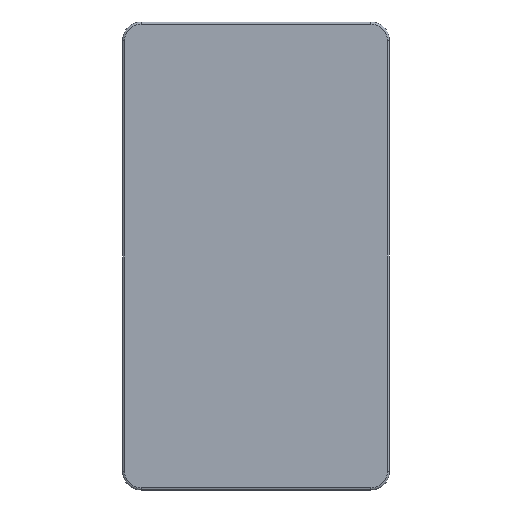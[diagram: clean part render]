
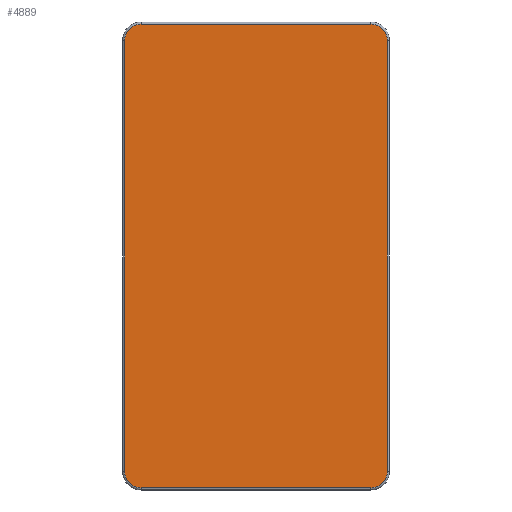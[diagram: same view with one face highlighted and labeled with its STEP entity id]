
A CAD part, front view. The second image highlights one B-rep face of the part: STEP entity #4889.
In plain terms, the highlighted planar face has unit normal (0, -1, 0).
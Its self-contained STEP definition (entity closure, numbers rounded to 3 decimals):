
#154 = EDGE_CURVE ( 'NONE', #9131, #5051, #7669, .T. ) ;
#670 = CARTESIAN_POINT ( 'NONE',  ( -26.325, 0., 53.1 ) ) ;
#721 = ORIENTED_EDGE ( 'NONE', *, *, #7088, .T. ) ;
#745 = AXIS2_PLACEMENT_3D ( 'NONE', #5083, #9209, #2793 ) ;
#760 = DIRECTION ( 'NONE',  ( 0., 0., 1. ) ) ;
#903 = VECTOR ( 'NONE', #3500, 1000. ) ;
#1073 = AXIS2_PLACEMENT_3D ( 'NONE', #10013, #1707, #11113 ) ;
#1088 = VECTOR ( 'NONE', #2406, 1000. ) ;
#1117 = DIRECTION ( 'NONE',  ( 0., -1., 0. ) ) ;
#1204 = VERTEX_POINT ( 'NONE', #10724 ) ;
#1373 = VERTEX_POINT ( 'NONE', #5172 ) ;
#1707 = DIRECTION ( 'NONE',  ( 0., -1., 0. ) ) ;
#1713 = ORIENTED_EDGE ( 'NONE', *, *, #10840, .T. ) ;
#1790 = CARTESIAN_POINT ( 'NONE',  ( -26.325, 0., -49.35 ) ) ;
#2073 = ORIENTED_EDGE ( 'NONE', *, *, #5123, .T. ) ;
#2106 = EDGE_CURVE ( 'NONE', #12978, #1373, #5258, .T. ) ;
#2359 = EDGE_LOOP ( 'NONE', ( #5941, #721, #1713, #11252, #2073, #13289, #13655, #2829 ) ) ;
#2406 = DIRECTION ( 'NONE',  ( -1., 0., 0. ) ) ;
#2560 = VERTEX_POINT ( 'NONE', #13491 ) ;
#2793 = DIRECTION ( 'NONE',  ( 0., 0., -1. ) ) ;
#2829 = ORIENTED_EDGE ( 'NONE', *, *, #2106, .T. ) ;
#3214 = CARTESIAN_POINT ( 'NONE',  ( 30.075, 0., 49.35 ) ) ;
#3315 = AXIS2_PLACEMENT_3D ( 'NONE', #1790, #10422, #3945 ) ;
#3359 = CARTESIAN_POINT ( 'NONE',  ( -26.325, 0., -49.35 ) ) ;
#3500 = DIRECTION ( 'NONE',  ( 1., 0., 0. ) ) ;
#3945 = DIRECTION ( 'NONE',  ( 0., 0., -1. ) ) ;
#3962 = EDGE_CURVE ( 'NONE', #6183, #9089, #7602, .T. ) ;
#4544 = LINE ( 'NONE', #8730, #903 ) ;
#4889 = ADVANCED_FACE ( 'NONE', ( #4922 ), #9255, .T. ) ;
#4922 = FACE_OUTER_BOUND ( 'NONE', #2359, .T. ) ;
#5051 = VERTEX_POINT ( 'NONE', #12777 ) ;
#5083 = CARTESIAN_POINT ( 'NONE',  ( 26.325, 0., 49.35 ) ) ;
#5123 = EDGE_CURVE ( 'NONE', #9089, #9131, #8618, .T. ) ;
#5172 = CARTESIAN_POINT ( 'NONE',  ( -26.325, 0., -53.1 ) ) ;
#5258 = CIRCLE ( 'NONE', #8982, 3.75 ) ;
#5353 = DIRECTION ( 'NONE',  ( 0., 0., -1. ) ) ;
#5924 = EDGE_CURVE ( 'NONE', #1373, #2560, #4544, .T. ) ;
#5941 = ORIENTED_EDGE ( 'NONE', *, *, #5924, .T. ) ;
#6044 = LINE ( 'NONE', #13356, #7589 ) ;
#6183 = VERTEX_POINT ( 'NONE', #3214 ) ;
#6369 = CARTESIAN_POINT ( 'NONE',  ( -26.325, 0., 53.1 ) ) ;
#6480 = DIRECTION ( 'NONE',  ( 0., -1., 0. ) ) ;
#7088 = EDGE_CURVE ( 'NONE', #2560, #1204, #8144, .T. ) ;
#7439 = DIRECTION ( 'NONE',  ( 0., 0., -1. ) ) ;
#7589 = VECTOR ( 'NONE', #760, 1000. ) ;
#7602 = CIRCLE ( 'NONE', #745, 3.75 ) ;
#7669 = CIRCLE ( 'NONE', #8539, 3.75 ) ;
#8144 = CIRCLE ( 'NONE', #1073, 3.75 ) ;
#8481 = EDGE_CURVE ( 'NONE', #5051, #12978, #9989, .T. ) ;
#8508 = CARTESIAN_POINT ( 'NONE',  ( -26.325, 0., 49.35 ) ) ;
#8539 = AXIS2_PLACEMENT_3D ( 'NONE', #8508, #1117, #5353 ) ;
#8606 = CARTESIAN_POINT ( 'NONE',  ( -30.075, 0., -49.35 ) ) ;
#8618 = LINE ( 'NONE', #6369, #1088 ) ;
#8730 = CARTESIAN_POINT ( 'NONE',  ( 26.325, 0., -53.1 ) ) ;
#8982 = AXIS2_PLACEMENT_3D ( 'NONE', #3359, #6480, #7439 ) ;
#9089 = VERTEX_POINT ( 'NONE', #10019 ) ;
#9131 = VERTEX_POINT ( 'NONE', #670 ) ;
#9209 = DIRECTION ( 'NONE',  ( 0., -1., 0. ) ) ;
#9255 = PLANE ( 'NONE',  #3315 ) ;
#9799 = VECTOR ( 'NONE', #11925, 1000. ) ;
#9989 = LINE ( 'NONE', #11021, #9799 ) ;
#10013 = CARTESIAN_POINT ( 'NONE',  ( 26.325, 0., -49.35 ) ) ;
#10019 = CARTESIAN_POINT ( 'NONE',  ( 26.325, 0., 53.1 ) ) ;
#10422 = DIRECTION ( 'NONE',  ( 0., -1., 0. ) ) ;
#10724 = CARTESIAN_POINT ( 'NONE',  ( 30.075, 0., -49.35 ) ) ;
#10840 = EDGE_CURVE ( 'NONE', #1204, #6183, #6044, .T. ) ;
#11021 = CARTESIAN_POINT ( 'NONE',  ( -30.075, 0., -49.35 ) ) ;
#11113 = DIRECTION ( 'NONE',  ( 0., 0., -1. ) ) ;
#11252 = ORIENTED_EDGE ( 'NONE', *, *, #3962, .T. ) ;
#11925 = DIRECTION ( 'NONE',  ( 0., 0., -1. ) ) ;
#12777 = CARTESIAN_POINT ( 'NONE',  ( -30.075, 0., 49.35 ) ) ;
#12978 = VERTEX_POINT ( 'NONE', #8606 ) ;
#13289 = ORIENTED_EDGE ( 'NONE', *, *, #154, .T. ) ;
#13356 = CARTESIAN_POINT ( 'NONE',  ( 30.075, 0., -49.35 ) ) ;
#13491 = CARTESIAN_POINT ( 'NONE',  ( 26.325, 0., -53.1 ) ) ;
#13655 = ORIENTED_EDGE ( 'NONE', *, *, #8481, .T. ) ;
